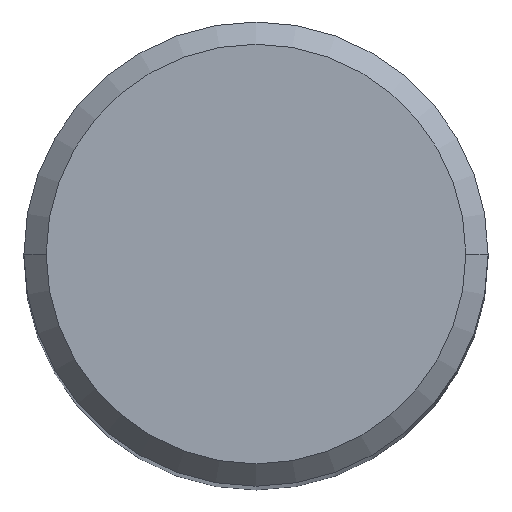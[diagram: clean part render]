
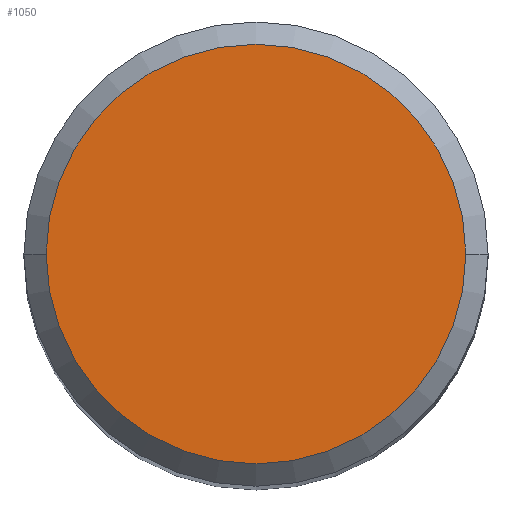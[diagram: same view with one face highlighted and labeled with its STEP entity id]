
A CAD part, top view. The second image highlights one B-rep face of the part: STEP entity #1050.
In plain terms, the highlighted planar face has unit normal (0, 0, 1).
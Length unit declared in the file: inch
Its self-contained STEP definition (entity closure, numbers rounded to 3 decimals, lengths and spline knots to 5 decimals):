
#123 = VERTEX_POINT ( 'NONE', #545 ) ;
#131 = VERTEX_POINT ( 'NONE', #423 ) ;
#149 = ORIENTED_EDGE ( 'NONE', *, *, #1374, .T. ) ;
#238 = DIRECTION ( 'NONE',  ( 1., 0., 0. ) ) ;
#270 = CIRCLE ( 'NONE', #849, 0.14125 ) ;
#286 = FACE_OUTER_BOUND ( 'NONE', #1140, .T. ) ;
#304 = DIRECTION ( 'NONE',  ( 0., 0., 1. ) ) ;
#416 = EDGE_CURVE ( 'NONE', #123, #131, #270, .T. ) ;
#423 = CARTESIAN_POINT ( 'NONE',  ( 0.14125, 0., 2.5 ) ) ;
#545 = CARTESIAN_POINT ( 'NONE',  ( -0.14125, 0., 2.5 ) ) ;
#546 = AXIS2_PLACEMENT_3D ( 'NONE', #676, #991, #238 ) ;
#624 = CARTESIAN_POINT ( 'NONE',  ( 0., 0., 2.5 ) ) ;
#676 = CARTESIAN_POINT ( 'NONE',  ( 0., 0., 2.5 ) ) ;
#771 = ORIENTED_EDGE ( 'NONE', *, *, #416, .T. ) ;
#849 = AXIS2_PLACEMENT_3D ( 'NONE', #624, #304, #1057 ) ;
#949 = DIRECTION ( 'NONE',  ( 1., 0., 0. ) ) ;
#991 = DIRECTION ( 'NONE',  ( 0., 0., 1. ) ) ;
#1050 = ADVANCED_FACE ( 'NONE', ( #286 ), #1156, .T. ) ;
#1055 = CARTESIAN_POINT ( 'NONE',  ( 0., 0., 2.5 ) ) ;
#1057 = DIRECTION ( 'NONE',  ( 1., 0., 0. ) ) ;
#1140 = EDGE_LOOP ( 'NONE', ( #771, #149 ) ) ;
#1149 = CIRCLE ( 'NONE', #546, 0.14125 ) ;
#1156 = PLANE ( 'NONE',  #1172 ) ;
#1172 = AXIS2_PLACEMENT_3D ( 'NONE', #1055, #1388, #949 ) ;
#1374 = EDGE_CURVE ( 'NONE', #131, #123, #1149, .T. ) ;
#1388 = DIRECTION ( 'NONE',  ( 0., 0., 1. ) ) ;
